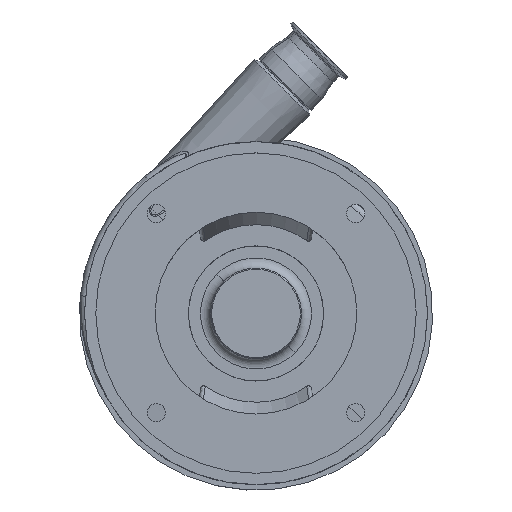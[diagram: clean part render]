
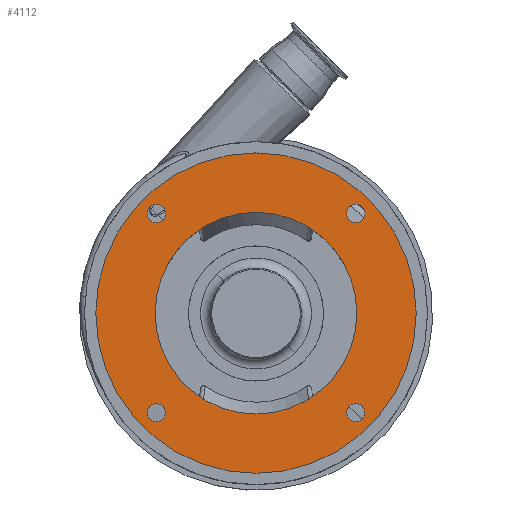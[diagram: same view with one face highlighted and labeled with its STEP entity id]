
A CAD part, top view. The second image highlights one B-rep face of the part: STEP entity #4112.
In plain terms, the highlighted planar face has unit normal (0, 0, 1).
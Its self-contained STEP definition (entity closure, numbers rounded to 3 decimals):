
#43 = CIRCLE ( 'NONE', #4993, 9. ) ;
#48 = EDGE_LOOP ( 'NONE', ( #13423, #13603 ) ) ;
#200 = CIRCLE ( 'NONE', #11726, 9. ) ;
#363 = ORIENTED_EDGE ( 'NONE', *, *, #602, .T. ) ;
#517 = DIRECTION ( 'NONE',  ( 0., 0., -1. ) ) ;
#602 = EDGE_CURVE ( 'NONE', #3274, #13241, #200, .T. ) ;
#849 = CARTESIAN_POINT ( 'NONE',  ( 0., 0., 254.5 ) ) ;
#911 = EDGE_CURVE ( 'NONE', #3839, #9390, #5370, .T. ) ;
#1507 = DIRECTION ( 'NONE',  ( 1., 0., 0. ) ) ;
#1895 = DIRECTION ( 'NONE',  ( 1., 0., 0. ) ) ;
#1947 = DIRECTION ( 'NONE',  ( 0., 0., -1. ) ) ;
#2041 = AXIS2_PLACEMENT_3D ( 'NONE', #2406, #3441, #7940 ) ;
#2082 = CARTESIAN_POINT ( 'NONE',  ( -98.783, 98.783, 254.5 ) ) ;
#2129 = DIRECTION ( 'NONE',  ( 1., 0., 0. ) ) ;
#2388 = CIRCLE ( 'NONE', #7576, 9. ) ;
#2406 = CARTESIAN_POINT ( 'NONE',  ( 0., 0., 254.5 ) ) ;
#2504 = DIRECTION ( 'NONE',  ( 1., 0., 0. ) ) ;
#2546 = CARTESIAN_POINT ( 'NONE',  ( 98.783, -98.783, 254.5 ) ) ;
#2641 = EDGE_CURVE ( 'NONE', #4939, #7453, #10133, .T. ) ;
#2669 = AXIS2_PLACEMENT_3D ( 'NONE', #2082, #3260, #8929 ) ;
#2846 = EDGE_CURVE ( 'NONE', #12036, #11511, #2388, .T. ) ;
#2867 = FACE_BOUND ( 'NONE', #3664, .T. ) ;
#2921 = DIRECTION ( 'NONE',  ( 0., 0., 1. ) ) ;
#3260 = DIRECTION ( 'NONE',  ( 0., 0., -1. ) ) ;
#3274 = VERTEX_POINT ( 'NONE', #13385 ) ;
#3441 = DIRECTION ( 'NONE',  ( 0., 0., -1. ) ) ;
#3664 = EDGE_LOOP ( 'NONE', ( #4745, #7803 ) ) ;
#3708 = EDGE_LOOP ( 'NONE', ( #5185, #12205 ) ) ;
#3791 = AXIS2_PLACEMENT_3D ( 'NONE', #10829, #8723, #7627 ) ;
#3839 = VERTEX_POINT ( 'NONE', #7372 ) ;
#3912 = EDGE_CURVE ( 'NONE', #8361, #5454, #43, .T. ) ;
#4039 = AXIS2_PLACEMENT_3D ( 'NONE', #5267, #1947, #9680 ) ;
#4112 = ADVANCED_FACE ( 'NONE', ( #7510, #12857, #10933, #5290, #2867, #6324 ), #14238, .T. ) ;
#4391 = EDGE_CURVE ( 'NONE', #6212, #8499, #8556, .T. ) ;
#4523 = CARTESIAN_POINT ( 'NONE',  ( 158.8, 0., 254.5 ) ) ;
#4686 = CARTESIAN_POINT ( 'NONE',  ( -89.783, -98.783, 254.5 ) ) ;
#4745 = ORIENTED_EDGE ( 'NONE', *, *, #9976, .T. ) ;
#4848 = CIRCLE ( 'NONE', #2041, 100. ) ;
#4900 = CARTESIAN_POINT ( 'NONE',  ( 0., 0., 254.5 ) ) ;
#4939 = VERTEX_POINT ( 'NONE', #4523 ) ;
#4993 = AXIS2_PLACEMENT_3D ( 'NONE', #9487, #11526, #2504 ) ;
#5020 = DIRECTION ( 'NONE',  ( 1., 0., 0. ) ) ;
#5185 = ORIENTED_EDGE ( 'NONE', *, *, #3912, .T. ) ;
#5252 = ORIENTED_EDGE ( 'NONE', *, *, #11643, .T. ) ;
#5267 = CARTESIAN_POINT ( 'NONE',  ( 98.783, 98.783, 254.5 ) ) ;
#5286 = ORIENTED_EDGE ( 'NONE', *, *, #8008, .T. ) ;
#5290 = FACE_BOUND ( 'NONE', #6573, .T. ) ;
#5370 = CIRCLE ( 'NONE', #7742, 9. ) ;
#5454 = VERTEX_POINT ( 'NONE', #13769 ) ;
#5723 = EDGE_CURVE ( 'NONE', #7453, #4939, #13614, .T. ) ;
#5756 = CIRCLE ( 'NONE', #11393, 9. ) ;
#5989 = DIRECTION ( 'NONE',  ( 0., 0., -1. ) ) ;
#6212 = VERTEX_POINT ( 'NONE', #9109 ) ;
#6324 = FACE_BOUND ( 'NONE', #3708, .T. ) ;
#6573 = EDGE_LOOP ( 'NONE', ( #6918, #5252 ) ) ;
#6654 = AXIS2_PLACEMENT_3D ( 'NONE', #849, #8681, #1895 ) ;
#6655 = AXIS2_PLACEMENT_3D ( 'NONE', #2546, #5989, #2129 ) ;
#6918 = ORIENTED_EDGE ( 'NONE', *, *, #4391, .T. ) ;
#7150 = EDGE_CURVE ( 'NONE', #5454, #8361, #8516, .T. ) ;
#7372 = CARTESIAN_POINT ( 'NONE',  ( -89.783, 98.783, 254.5 ) ) ;
#7453 = VERTEX_POINT ( 'NONE', #8314 ) ;
#7510 = FACE_BOUND ( 'NONE', #48, .T. ) ;
#7576 = AXIS2_PLACEMENT_3D ( 'NONE', #12641, #12794, #13707 ) ;
#7627 = DIRECTION ( 'NONE',  ( 1., 0., 0. ) ) ;
#7742 = AXIS2_PLACEMENT_3D ( 'NONE', #9351, #13858, #11614 ) ;
#7803 = ORIENTED_EDGE ( 'NONE', *, *, #2846, .T. ) ;
#7940 = DIRECTION ( 'NONE',  ( 1., 0., 0. ) ) ;
#8008 = EDGE_CURVE ( 'NONE', #13241, #3274, #11103, .T. ) ;
#8239 = EDGE_CURVE ( 'NONE', #9390, #3839, #9011, .T. ) ;
#8314 = CARTESIAN_POINT ( 'NONE',  ( -158.8, 0., 254.5 ) ) ;
#8361 = VERTEX_POINT ( 'NONE', #10560 ) ;
#8499 = VERTEX_POINT ( 'NONE', #12024 ) ;
#8516 = CIRCLE ( 'NONE', #4039, 9. ) ;
#8556 = CIRCLE ( 'NONE', #10641, 100. ) ;
#8681 = DIRECTION ( 'NONE',  ( 0., 0., 1. ) ) ;
#8723 = DIRECTION ( 'NONE',  ( 0., 0., 1. ) ) ;
#8763 = DIRECTION ( 'NONE',  ( 1., 0., 0. ) ) ;
#8929 = DIRECTION ( 'NONE',  ( 1., 0., 0. ) ) ;
#8944 = DIRECTION ( 'NONE',  ( 0., 0., -1. ) ) ;
#9011 = CIRCLE ( 'NONE', #2669, 9. ) ;
#9109 = CARTESIAN_POINT ( 'NONE',  ( -100., 0., 254.5 ) ) ;
#9259 = CARTESIAN_POINT ( 'NONE',  ( -107.783, 98.783, 254.5 ) ) ;
#9351 = CARTESIAN_POINT ( 'NONE',  ( -98.783, 98.783, 254.5 ) ) ;
#9390 = VERTEX_POINT ( 'NONE', #9259 ) ;
#9487 = CARTESIAN_POINT ( 'NONE',  ( 98.783, 98.783, 254.5 ) ) ;
#9680 = DIRECTION ( 'NONE',  ( 1., 0., 0. ) ) ;
#9976 = EDGE_CURVE ( 'NONE', #11511, #12036, #5756, .T. ) ;
#9981 = CARTESIAN_POINT ( 'NONE',  ( -98.783, -98.783, 254.5 ) ) ;
#10093 = AXIS2_PLACEMENT_3D ( 'NONE', #4900, #2921, #1507 ) ;
#10105 = DIRECTION ( 'NONE',  ( 1., 0., 0. ) ) ;
#10133 = CIRCLE ( 'NONE', #3791, 158.8 ) ;
#10560 = CARTESIAN_POINT ( 'NONE',  ( 107.783, 98.783, 254.5 ) ) ;
#10566 = CARTESIAN_POINT ( 'NONE',  ( 89.783, -98.783, 254.5 ) ) ;
#10603 = CARTESIAN_POINT ( 'NONE',  ( 98.783, -98.783, 254.5 ) ) ;
#10641 = AXIS2_PLACEMENT_3D ( 'NONE', #12350, #10944, #8763 ) ;
#10829 = CARTESIAN_POINT ( 'NONE',  ( 0., 0., 254.5 ) ) ;
#10933 = FACE_OUTER_BOUND ( 'NONE', #13751, .T. ) ;
#10944 = DIRECTION ( 'NONE',  ( 0., 0., -1. ) ) ;
#11103 = CIRCLE ( 'NONE', #6655, 9. ) ;
#11393 = AXIS2_PLACEMENT_3D ( 'NONE', #9981, #8944, #10105 ) ;
#11511 = VERTEX_POINT ( 'NONE', #4686 ) ;
#11526 = DIRECTION ( 'NONE',  ( 0., 0., -1. ) ) ;
#11614 = DIRECTION ( 'NONE',  ( 1., 0., 0. ) ) ;
#11643 = EDGE_CURVE ( 'NONE', #8499, #6212, #4848, .T. ) ;
#11726 = AXIS2_PLACEMENT_3D ( 'NONE', #10603, #517, #5020 ) ;
#11937 = ORIENTED_EDGE ( 'NONE', *, *, #5723, .T. ) ;
#12024 = CARTESIAN_POINT ( 'NONE',  ( 100., 0., 254.5 ) ) ;
#12036 = VERTEX_POINT ( 'NONE', #12747 ) ;
#12205 = ORIENTED_EDGE ( 'NONE', *, *, #7150, .T. ) ;
#12281 = EDGE_LOOP ( 'NONE', ( #363, #5286 ) ) ;
#12350 = CARTESIAN_POINT ( 'NONE',  ( 0., 0., 254.5 ) ) ;
#12641 = CARTESIAN_POINT ( 'NONE',  ( -98.783, -98.783, 254.5 ) ) ;
#12747 = CARTESIAN_POINT ( 'NONE',  ( -107.783, -98.783, 254.5 ) ) ;
#12794 = DIRECTION ( 'NONE',  ( 0., 0., -1. ) ) ;
#12857 = FACE_BOUND ( 'NONE', #12281, .T. ) ;
#13241 = VERTEX_POINT ( 'NONE', #10566 ) ;
#13331 = ORIENTED_EDGE ( 'NONE', *, *, #2641, .T. ) ;
#13385 = CARTESIAN_POINT ( 'NONE',  ( 107.783, -98.783, 254.5 ) ) ;
#13423 = ORIENTED_EDGE ( 'NONE', *, *, #911, .T. ) ;
#13603 = ORIENTED_EDGE ( 'NONE', *, *, #8239, .T. ) ;
#13614 = CIRCLE ( 'NONE', #10093, 158.8 ) ;
#13707 = DIRECTION ( 'NONE',  ( 1., 0., 0. ) ) ;
#13751 = EDGE_LOOP ( 'NONE', ( #13331, #11937 ) ) ;
#13769 = CARTESIAN_POINT ( 'NONE',  ( 89.783, 98.783, 254.5 ) ) ;
#13858 = DIRECTION ( 'NONE',  ( 0., 0., -1. ) ) ;
#14238 = PLANE ( 'NONE',  #6654 ) ;
